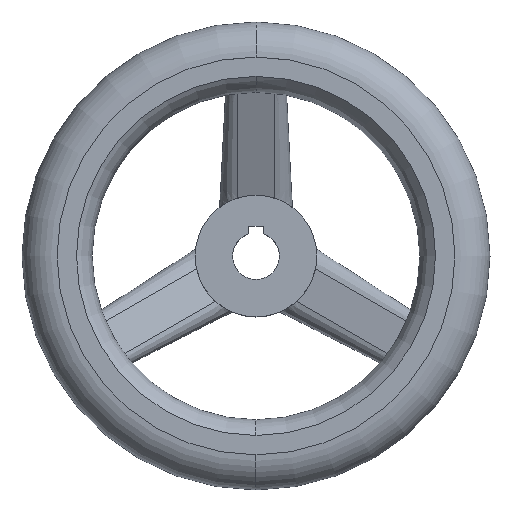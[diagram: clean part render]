
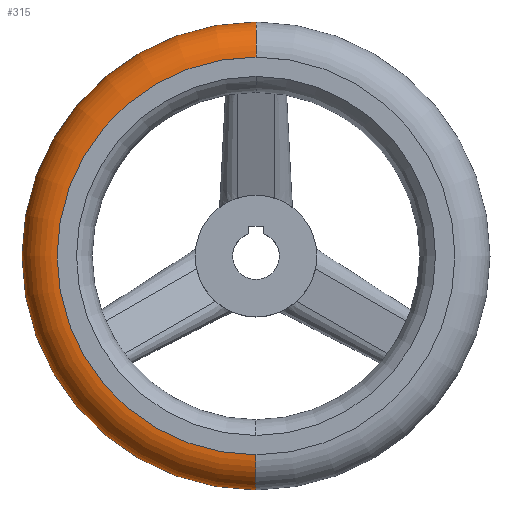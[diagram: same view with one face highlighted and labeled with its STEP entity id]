
A CAD part, top view. The second image highlights one B-rep face of the part: STEP entity #315.
In plain terms, the highlighted toroidal (fillet/blend) face has major radius 42.5 mm and minor radius 7.5 mm.
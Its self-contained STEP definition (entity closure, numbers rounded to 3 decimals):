
#315=ADVANCED_FACE('',(#724),#725,.T.);
#421=EDGE_CURVE('',#477,#457,#837,.T.);
#425=VERTEX_POINT('',#841);
#443=EDGE_CURVE('',#491,#457,#863,.T.);
#457=VERTEX_POINT('',#877);
#465=EDGE_CURVE('',#477,#425,#885,.T.);
#477=VERTEX_POINT('',#901);
#491=VERTEX_POINT('',#916);
#521=EDGE_CURVE('',#491,#425,#948,.T.);
#724=FACE_OUTER_BOUND('',#1307,.T.);
#725=TOROIDAL_SURFACE('',#1308,42.5,7.5);
#837=CIRCLE('',#1513,42.5);
#841=CARTESIAN_POINT('',(0.,-50.0,25.5));
#863=CIRCLE('',#1551,7.5);
#877=CARTESIAN_POINT('',(0.,42.5,33.0));
#885=CIRCLE('',#1581,7.5);
#901=CARTESIAN_POINT('',(0.,-42.5,33.0));
#916=CARTESIAN_POINT('',(0.,50.,25.5));
#948=CIRCLE('',#1778,50.0);
#1307=EDGE_LOOP('',(#2130,#2131,#2132,#2133));
#1308=AXIS2_PLACEMENT_3D('',#2134,#2135,#2136);
#1513=AXIS2_PLACEMENT_3D('',#2233,#2234,#2235);
#1551=AXIS2_PLACEMENT_3D('',#2275,#2276,#2277);
#1581=AXIS2_PLACEMENT_3D('',#2289,#2290,#2291);
#1778=AXIS2_PLACEMENT_3D('',#2363,#2364,#2365);
#2130=ORIENTED_EDGE('',*,*,#521,.T.);
#2131=ORIENTED_EDGE('',*,*,#465,.F.);
#2132=ORIENTED_EDGE('',*,*,#421,.T.);
#2133=ORIENTED_EDGE('',*,*,#443,.F.);
#2134=CARTESIAN_POINT('',(0.,0.,25.5));
#2135=DIRECTION('',(0.,0.,1.0));
#2136=DIRECTION('',(0.,1.0,0.0));
#2233=CARTESIAN_POINT('',(0.,0.,33.0));
#2234=DIRECTION('',(0.,0.,-1.0));
#2235=DIRECTION('',(0.,1.0,0.));
#2275=CARTESIAN_POINT('',(0.,42.5,25.5));
#2276=DIRECTION('',(1.0,0.,0.));
#2277=DIRECTION('',(0.,1.0,0.));
#2289=CARTESIAN_POINT('',(0.,-42.5,25.5));
#2290=DIRECTION('',(1.0,0.,0.));
#2291=DIRECTION('',(0.,-1.0,0.));
#2363=CARTESIAN_POINT('',(0.,0.,25.5));
#2364=DIRECTION('',(0.,0.,1.0));
#2365=DIRECTION('',(1.0,0.0,0.));
